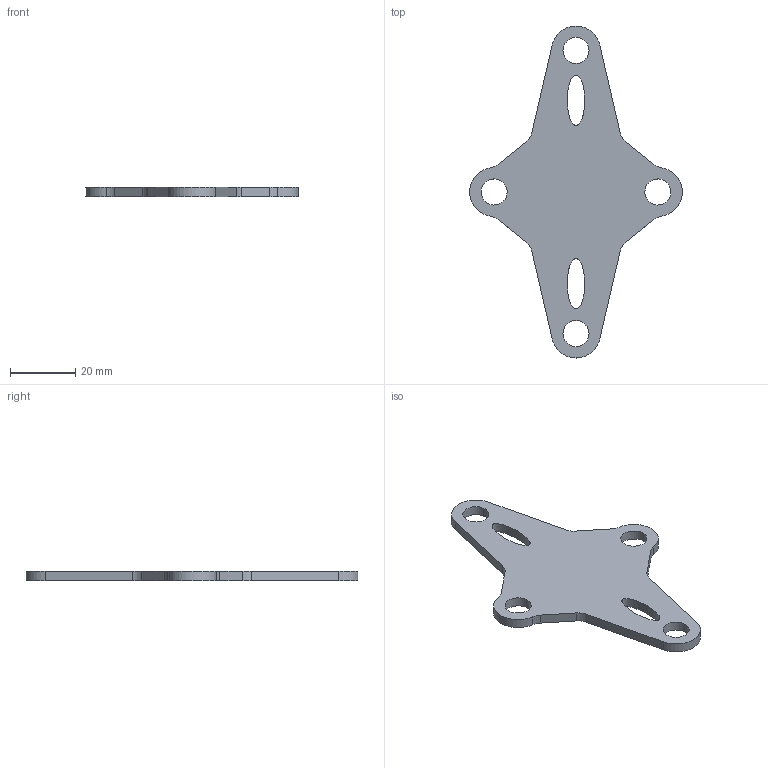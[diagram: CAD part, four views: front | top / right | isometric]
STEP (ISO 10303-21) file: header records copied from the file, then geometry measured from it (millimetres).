
FILE_DESCRIPTION(/* description */ (''),/* implementation_level */ '2;1');
FILE_NAME(/* name */ 'Rombusz_top_optim_2D_2000N_biaxmodel_lin_simplified_extr_3mm.step',/* time_stamp */ '2022-12-05T10:08:31+01:00',/* author */ (''),/* organization */ (''),/* preprocessor_version */ 'ST-DEVELOPER v19.2',/* originating_system */ 'Autodesk Translation Framework v11.17.0.187',/* authorisation */ '');
FILE_SCHEMA (('AUTOMOTIVE_DESIGN { 1 0 10303 214 3 1 1 }'));
Length unit declared in the file: metre
Products named in the file (1): Rombusz_top_optim_2D_2000N_biaxmodel_lin_simplified_extr
Bounding box: 65.12 x 101.7 x 3 mm (x, y, z)
Volume: 7918.5 mm3; surface area: 6572.3 mm2
Topology: 1 solids, 1 shells, 28 faces, 78 edges, 52 vertices
Faces by surface type: cylinder 16, plane 10, bspline 2
Full cylindrical faces by diameter (mm): 7.994 x2, 8 x2
Entity records: 1001 total; most frequent: CARTESIAN_POINT 193, DIRECTION 168, ORIENTED_EDGE 156, EDGE_CURVE 78, AXIS2_PLACEMENT_3D 63, VERTEX_POINT 52, LINE 42, VECTOR 42
